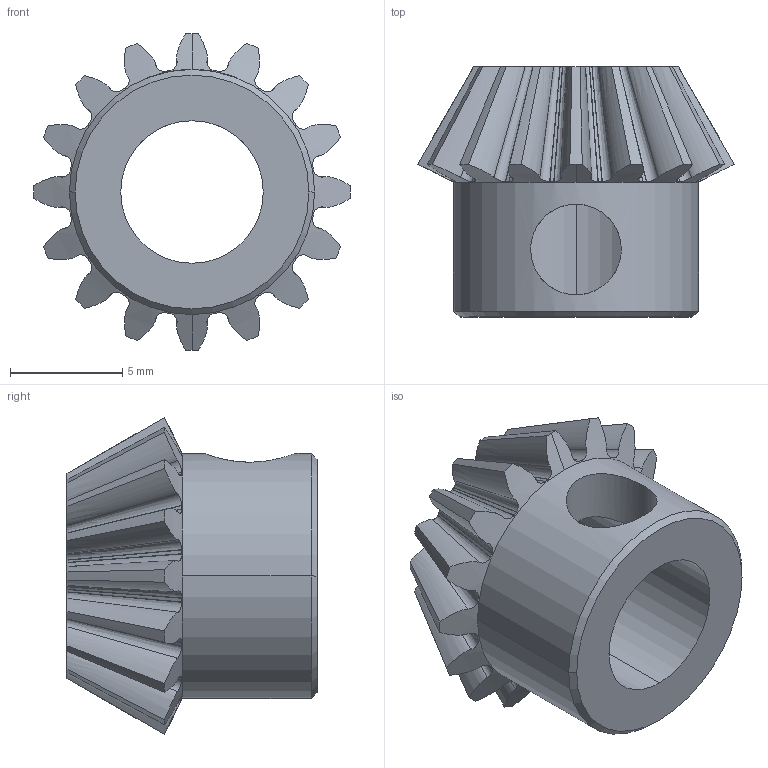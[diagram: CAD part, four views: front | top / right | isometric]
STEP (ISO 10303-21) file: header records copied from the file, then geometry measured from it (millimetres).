
FILE_DESCRIPTION (( 'STEP AP203' ), '1' );
FILE_NAME ('615442.STEP', '2014-10-22T13:54:28', ( 'Kyle' ), ( 'Microsoft' ), 'SwSTEP 2.0', 'SolidWorks 2014', '' );
FILE_SCHEMA (( 'CONFIG_CONTROL_DESIGN' ));
Length unit declared in the file: inch
Products named in the file (1): 615442
Bounding box: 14.11 x 11.14 x 14.12 mm (x, y, z)
Volume: 620.4 mm3; surface area: 878.7 mm2
Topology: 1 solids, 1 shells, 140 faces, 413 edges, 274 vertices
Faces by surface type: bspline 80, plane 34, cone 20, cylinder 6
Entity records: 8200 total; most frequent: CARTESIAN_POINT 4968, ORIENTED_EDGE 826, EDGE_CURVE 413, DIRECTION 381, VERTEX_POINT 274, B_SPLINE_CURVE_WITH_KNOTS 198, LINE 171, VECTOR 171
